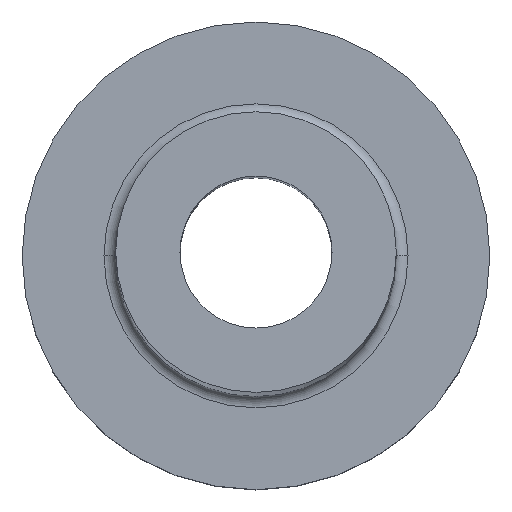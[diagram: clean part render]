
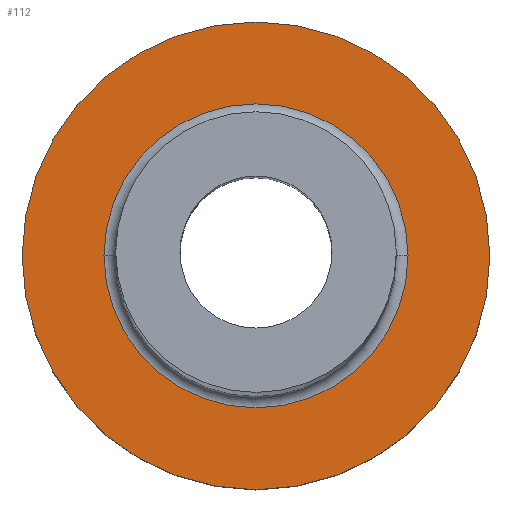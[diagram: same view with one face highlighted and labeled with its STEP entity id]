
A CAD part, top view. The second image highlights one B-rep face of the part: STEP entity #112.
In plain terms, the highlighted planar face has unit normal (0, 0, 1).
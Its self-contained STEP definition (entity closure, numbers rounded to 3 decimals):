
#6 = EDGE_CURVE ( 'NONE', #303, #340, #446, .T. ) ;
#21 = AXIS2_PLACEMENT_3D ( 'NONE', #136, #29, #27 ) ;
#25 = PLANE ( 'NONE',  #350 ) ;
#27 = DIRECTION ( 'NONE',  ( 1., 0., 0. ) ) ;
#29 = DIRECTION ( 'NONE',  ( 0., 0., 1. ) ) ;
#42 = DIRECTION ( 'NONE',  ( 0., 0., 1. ) ) ;
#49 = EDGE_CURVE ( 'NONE', #180, #222, #250, .T. ) ;
#59 = AXIS2_PLACEMENT_3D ( 'NONE', #195, #237, #346 ) ;
#64 = DIRECTION ( 'NONE',  ( 1., 0., 0. ) ) ;
#77 = DIRECTION ( 'NONE',  ( 1., 0., 0. ) ) ;
#112 = ADVANCED_FACE ( 'NONE', ( #197, #164 ), #25, .T. ) ;
#118 = CIRCLE ( 'NONE', #414, 6.5 ) ;
#121 = EDGE_LOOP ( 'NONE', ( #439, #204 ) ) ;
#136 = CARTESIAN_POINT ( 'NONE',  ( 0., 0., 7. ) ) ;
#164 = FACE_OUTER_BOUND ( 'NONE', #121, .T. ) ;
#168 = CARTESIAN_POINT ( 'NONE',  ( 0., 0., 7. ) ) ;
#169 = EDGE_CURVE ( 'NONE', #222, #180, #118, .T. ) ;
#174 = CARTESIAN_POINT ( 'NONE',  ( -6.5, 0., 7. ) ) ;
#176 = CARTESIAN_POINT ( 'NONE',  ( 6.5, 0., 7. ) ) ;
#180 = VERTEX_POINT ( 'NONE', #174 ) ;
#182 = CARTESIAN_POINT ( 'NONE',  ( 10., 0., 7. ) ) ;
#195 = CARTESIAN_POINT ( 'NONE',  ( 0., 0., 7. ) ) ;
#197 = FACE_BOUND ( 'NONE', #411, .T. ) ;
#204 = ORIENTED_EDGE ( 'NONE', *, *, #6, .T. ) ;
#210 = CARTESIAN_POINT ( 'NONE',  ( 0., 0., 7. ) ) ;
#211 = EDGE_CURVE ( 'NONE', #340, #303, #279, .T. ) ;
#222 = VERTEX_POINT ( 'NONE', #176 ) ;
#237 = DIRECTION ( 'NONE',  ( 0., 0., -1. ) ) ;
#250 = CIRCLE ( 'NONE', #59, 6.5 ) ;
#279 = CIRCLE ( 'NONE', #298, 10. ) ;
#292 = DIRECTION ( 'NONE',  ( 0., 0., -1. ) ) ;
#294 = CARTESIAN_POINT ( 'NONE',  ( -10., 0., 7. ) ) ;
#295 = ORIENTED_EDGE ( 'NONE', *, *, #49, .T. ) ;
#298 = AXIS2_PLACEMENT_3D ( 'NONE', #426, #42, #77 ) ;
#303 = VERTEX_POINT ( 'NONE', #182 ) ;
#317 = DIRECTION ( 'NONE',  ( 0., 0., 1. ) ) ;
#340 = VERTEX_POINT ( 'NONE', #294 ) ;
#346 = DIRECTION ( 'NONE',  ( 1., 0., 0. ) ) ;
#350 = AXIS2_PLACEMENT_3D ( 'NONE', #168, #317, #64 ) ;
#366 = ORIENTED_EDGE ( 'NONE', *, *, #169, .T. ) ;
#411 = EDGE_LOOP ( 'NONE', ( #366, #295 ) ) ;
#414 = AXIS2_PLACEMENT_3D ( 'NONE', #210, #292, #434 ) ;
#426 = CARTESIAN_POINT ( 'NONE',  ( 0., 0., 7. ) ) ;
#434 = DIRECTION ( 'NONE',  ( 1., 0., 0. ) ) ;
#439 = ORIENTED_EDGE ( 'NONE', *, *, #211, .T. ) ;
#446 = CIRCLE ( 'NONE', #21, 10. ) ;
